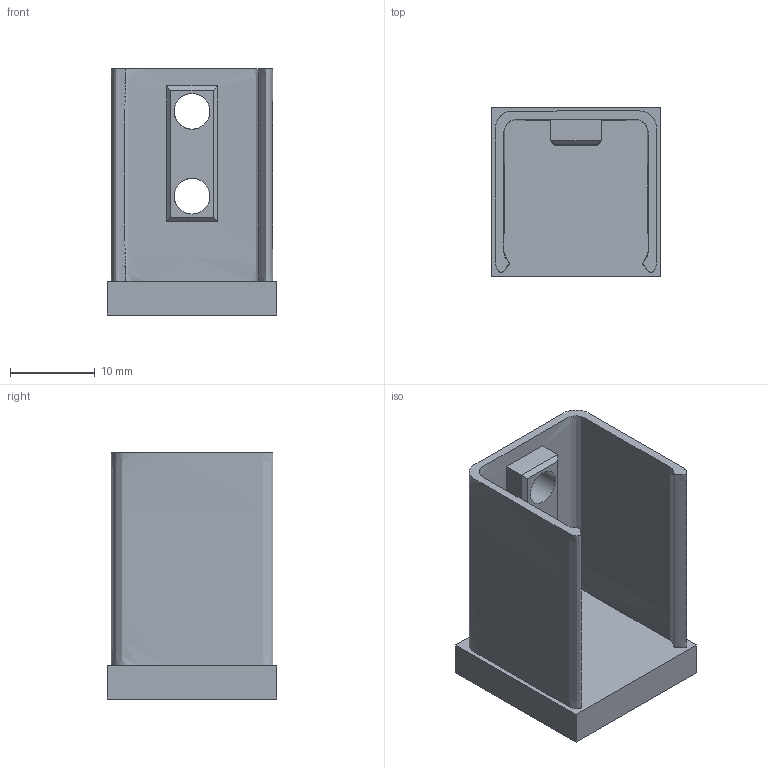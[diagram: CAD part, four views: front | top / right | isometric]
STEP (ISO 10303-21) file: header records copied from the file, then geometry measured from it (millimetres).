
FILE_DESCRIPTION(('STEP AP214'),'1');
FILE_NAME('1791_Cosch_Edelstahltechnik.stp','2018-10-03T17:59:35',(' '),(' '),'Spatial InterOp 3D',' ',' ');
FILE_SCHEMA(('AUTOMOTIVE_DESIGN { 1 0 10303 214 1 1 1 1 }'));
Length unit declared in the file: metre
Products named in the file (1): 1538589295
Bounding box: 20 x 20 x 29 mm (x, y, z)
Volume: 3287.2 mm3; surface area: 4008.7 mm2
Topology: 1 solids, 1 shells, 19 faces, 41 edges, 26 vertices
Faces by surface type: plane 16, cylinder 2, extrusion 1
Full cylindrical faces by diameter (mm): 4.2 x2
Entity records: 928 total; most frequent: CARTESIAN_POINT 360, ORIENTED_EDGE 76, DIRECTION 73, EDGE_CURVE 38, VECTOR 31, LINE 30, EDGE_LOOP 28, VERTEX_POINT 26
